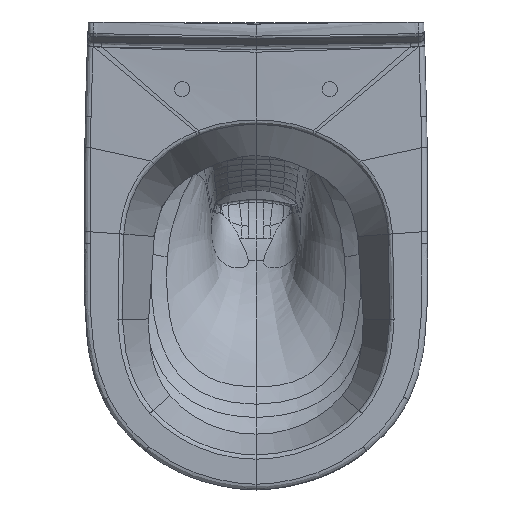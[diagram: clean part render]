
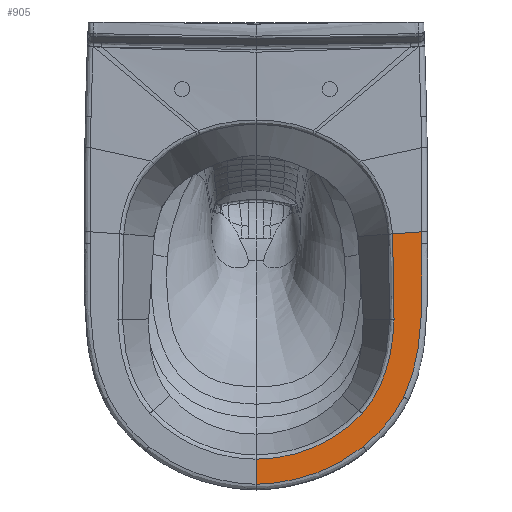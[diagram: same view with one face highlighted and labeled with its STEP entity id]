
A CAD part, top view. The second image highlights one B-rep face of the part: STEP entity #905.
In plain terms, the highlighted planar face has unit normal (0, 0, 1).
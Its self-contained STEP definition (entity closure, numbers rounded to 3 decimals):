
#602=PLANE('',#11712);
#905=ADVANCED_FACE('',(#2092),#602,.F.);
#2092=FACE_OUTER_BOUND('',#2833,.T.);
#2833=EDGE_LOOP('',(#4852,#4853,#4854,#4855,#4856,#4857,#4858,#4859,#4860,
#4861,#4862));
#4852=ORIENTED_EDGE('',*,*,#9149,.F.);
#4853=ORIENTED_EDGE('',*,*,#9150,.F.);
#4854=ORIENTED_EDGE('',*,*,#9151,.T.);
#4855=ORIENTED_EDGE('',*,*,#9152,.F.);
#4856=ORIENTED_EDGE('',*,*,#9153,.F.);
#4857=ORIENTED_EDGE('',*,*,#9154,.F.);
#4858=ORIENTED_EDGE('',*,*,#9055,.F.);
#4859=ORIENTED_EDGE('',*,*,#9155,.F.);
#4860=ORIENTED_EDGE('',*,*,#8971,.F.);
#4861=ORIENTED_EDGE('',*,*,#9156,.F.);
#4862=ORIENTED_EDGE('',*,*,#9157,.F.);
#7588=VERTEX_POINT('',#178095);
#7591=VERTEX_POINT('',#178103);
#7658=VERTEX_POINT('',#179961);
#7661=VERTEX_POINT('',#179976);
#7737=VERTEX_POINT('',#196691);
#7738=VERTEX_POINT('',#196692);
#7739=VERTEX_POINT('',#196703);
#7740=VERTEX_POINT('',#196706);
#7741=VERTEX_POINT('',#196709);
#7742=VERTEX_POINT('',#196720);
#7743=VERTEX_POINT('',#196737);
#8971=EDGE_CURVE('',#7591,#7588,#10794,.T.);
#9055=EDGE_CURVE('',#7661,#7658,#10860,.T.);
#9149=EDGE_CURVE('',#7737,#7738,#10940,.T.);
#9150=EDGE_CURVE('',#7739,#7737,#10941,.T.);
#9151=EDGE_CURVE('',#7739,#7740,#10942,.T.);
#9152=EDGE_CURVE('',#7741,#7740,#10943,.T.);
#9153=EDGE_CURVE('',#7742,#7741,#10944,.T.);
#9154=EDGE_CURVE('',#7658,#7742,#10945,.T.);
#9155=EDGE_CURVE('',#7588,#7661,#10946,.T.);
#9156=EDGE_CURVE('',#7743,#7591,#10947,.T.);
#9157=EDGE_CURVE('',#7738,#7743,#10948,.T.);
#10794=B_SPLINE_CURVE_WITH_KNOTS('',3,(#178104,#178105,#178106,#178107),
 .UNSPECIFIED.,.F.,.F.,(4,4),(0.,1.),.UNSPECIFIED.);
#10860=B_SPLINE_CURVE_WITH_KNOTS('',3,(#179977,#179978,#179979,#179980,
#179981,#179982),.UNSPECIFIED.,.F.,.F.,(4,2,4),(0.,0.5,1.),
 .UNSPECIFIED.);
#10940=B_SPLINE_CURVE_WITH_KNOTS('',3,(#196679,#196680,#196681,#196682,
#196683,#196684,#196685,#196686,#196687,#196688,#196689,#196690),
 .UNSPECIFIED.,.F.,.F.,(4,2,2,2,2,4),(0.,0.125,0.25,
0.5,0.75,1.),.UNSPECIFIED.);
#10941=B_SPLINE_CURVE_WITH_KNOTS('',3,(#196693,#196694,#196695,#196696,
#196697,#196698,#196699,#196700,#196701,#196702),.UNSPECIFIED.,.F.,.F.,
(4,2,2,2,4),(0.,0.25,0.5,0.75,1.),.UNSPECIFIED.);
#10942=B_SPLINE_CURVE_WITH_KNOTS('',1,(#196704,#196705),.UNSPECIFIED.,.F.,
 .F.,(2,2),(0.,1.),.UNSPECIFIED.);
#10943=B_SPLINE_CURVE_WITH_KNOTS('',1,(#196707,#196708),.UNSPECIFIED.,.F.,
 .F.,(2,2),(0.,1.),.UNSPECIFIED.);
#10944=B_SPLINE_CURVE_WITH_KNOTS('',3,(#196710,#196711,#196712,#196713,
#196714,#196715,#196716,#196717,#196718,#196719),.UNSPECIFIED.,.F.,.F.,
(4,2,2,2,4),(0.,0.25,0.5,0.75,1.),.UNSPECIFIED.);
#10945=B_SPLINE_CURVE_WITH_KNOTS('',3,(#196721,#196722,#196723,#196724),
 .UNSPECIFIED.,.F.,.F.,(4,4),(0.,1.),.UNSPECIFIED.);
#10946=B_SPLINE_CURVE_WITH_KNOTS('',3,(#196725,#196726,#196727,#196728,
#196729,#196730,#196731,#196732,#196733,#196734),.UNSPECIFIED.,.F.,.F.,
(4,2,2,2,4),(0.,0.5,0.75,0.875,1.),
 .UNSPECIFIED.);
#10947=B_SPLINE_CURVE_WITH_KNOTS('',1,(#196735,#196736),.UNSPECIFIED.,.F.,
 .F.,(2,2),(0.,1.),.UNSPECIFIED.);
#10948=B_SPLINE_CURVE_WITH_KNOTS('',3,(#196738,#196739,#196740,#196741),
 .UNSPECIFIED.,.F.,.F.,(4,4),(0.,1.),.UNSPECIFIED.);
#11712=AXIS2_PLACEMENT_3D('',#196742,#11915,#11916);
#11915=DIRECTION('',(0.,0.,-1.));
#11916=DIRECTION('',(-1.,0.,0.));
#178095=CARTESIAN_POINT('',(173.94,-232.378,-13.971));
#178103=CARTESIAN_POINT('',(173.941,-219.741,-13.971));
#178104=CARTESIAN_POINT('',(173.941,-219.741,-13.971));
#178105=CARTESIAN_POINT('',(173.942,-223.954,-13.971));
#178106=CARTESIAN_POINT('',(173.943,-228.166,-13.971));
#178107=CARTESIAN_POINT('',(173.943,-232.378,-13.971));
#179961=CARTESIAN_POINT('',(112.483,-445.076,-13.971));
#179976=CARTESIAN_POINT('',(154.853,-393.371,-13.971));
#179977=CARTESIAN_POINT('',(154.853,-393.371,-13.971));
#179978=CARTESIAN_POINT('',(149.961,-403.514,-13.971));
#179979=CARTESIAN_POINT('',(143.743,-412.932,-13.971));
#179980=CARTESIAN_POINT('',(129.385,-430.239,-13.971));
#179981=CARTESIAN_POINT('',(121.27,-438.075,-13.971));
#179982=CARTESIAN_POINT('',(112.483,-445.076,-13.971));
#196679=CARTESIAN_POINT('',(111.295,-410.404,-13.971));
#196680=CARTESIAN_POINT('',(114.284,-407.097,-13.971));
#196681=CARTESIAN_POINT('',(117.046,-403.617,-13.971));
#196682=CARTESIAN_POINT('',(122.143,-396.336,-13.971));
#196683=CARTESIAN_POINT('',(124.481,-392.526,-13.971));
#196684=CARTESIAN_POINT('',(130.761,-380.89,-13.971));
#196685=CARTESIAN_POINT('',(134.033,-372.782,-13.971));
#196686=CARTESIAN_POINT('',(139.203,-356.041,-13.971));
#196687=CARTESIAN_POINT('',(141.099,-347.354,-13.971));
#196688=CARTESIAN_POINT('',(143.727,-329.874,-13.971));
#196689=CARTESIAN_POINT('',(144.473,-321.07,-13.971));
#196690=CARTESIAN_POINT('',(144.804,-312.219,-13.971));
#196691=CARTESIAN_POINT('',(111.295,-410.404,-13.971));
#196692=CARTESIAN_POINT('',(144.804,-312.219,-13.971));
#196693=CARTESIAN_POINT('',(0.,-458.329,-13.971));
#196694=CARTESIAN_POINT('',(10.459,-458.329,-13.971));
#196695=CARTESIAN_POINT('',(20.814,-457.251,-13.971));
#196696=CARTESIAN_POINT('',(41.288,-453.014,-13.971));
#196697=CARTESIAN_POINT('',(51.163,-449.909,-13.971));
#196698=CARTESIAN_POINT('',(70.214,-441.8,-13.971));
#196699=CARTESIAN_POINT('',(79.456,-436.731,-13.971));
#196700=CARTESIAN_POINT('',(96.438,-424.925,-13.971));
#196701=CARTESIAN_POINT('',(104.268,-418.177,-13.971));
#196702=CARTESIAN_POINT('',(111.295,-410.404,-13.971));
#196703=CARTESIAN_POINT('',(0.,-458.329,-13.971));
#196704=CARTESIAN_POINT('',(0.,-458.329,-13.971));
#196705=CARTESIAN_POINT('',(0.,-483.943,-13.971));
#196706=CARTESIAN_POINT('',(0.,-483.943,-13.971));
#196707=CARTESIAN_POINT('',(0.,-484.633,-13.971));
#196708=CARTESIAN_POINT('',(0.,-483.943,-13.971));
#196709=CARTESIAN_POINT('',(0.,-484.633,-13.971));
#196710=CARTESIAN_POINT('',(112.293,-445.227,-13.971));
#196711=CARTESIAN_POINT('',(104.333,-451.554,-13.971));
#196712=CARTESIAN_POINT('',(96.018,-457.237,-13.971));
#196713=CARTESIAN_POINT('',(78.462,-466.924,-13.971));
#196714=CARTESIAN_POINT('',(69.197,-470.909,-13.971));
#196715=CARTESIAN_POINT('',(49.903,-477.388,-13.971));
#196716=CARTESIAN_POINT('',(40.104,-479.817,-13.971));
#196717=CARTESIAN_POINT('',(20.283,-483.479,-13.971));
#196718=CARTESIAN_POINT('',(10.21,-484.632,-13.971));
#196719=CARTESIAN_POINT('',(0.,-484.633,-13.971));
#196720=CARTESIAN_POINT('',(112.293,-445.227,-13.971));
#196721=CARTESIAN_POINT('',(112.483,-445.076,-13.971));
#196722=CARTESIAN_POINT('',(112.42,-445.126,-13.971));
#196723=CARTESIAN_POINT('',(112.356,-445.177,-13.971));
#196724=CARTESIAN_POINT('',(112.293,-445.227,-13.971));
#196725=CARTESIAN_POINT('',(173.937,-232.378,-13.971));
#196726=CARTESIAN_POINT('',(173.937,-259.657,-13.971));
#196727=CARTESIAN_POINT('',(174.866,-286.95,-13.971));
#196728=CARTESIAN_POINT('',(172.167,-327.828,-13.971));
#196729=CARTESIAN_POINT('',(170.583,-341.401,-13.971));
#196730=CARTESIAN_POINT('',(166.309,-361.415,-13.971));
#196731=CARTESIAN_POINT('',(164.556,-368.054,-13.971));
#196732=CARTESIAN_POINT('',(160.302,-380.967,-13.971));
#196733=CARTESIAN_POINT('',(157.799,-387.263,-13.971));
#196734=CARTESIAN_POINT('',(154.853,-393.371,-13.971));
#196735=CARTESIAN_POINT('',(139.921,-222.148,-13.971));
#196736=CARTESIAN_POINT('',(173.94,-219.741,-13.971));
#196737=CARTESIAN_POINT('',(143.315,-221.908,-13.971));
#196738=CARTESIAN_POINT('',(144.804,-312.219,-13.971));
#196739=CARTESIAN_POINT('',(145.933,-282.111,-13.971));
#196740=CARTESIAN_POINT('',(145.436,-251.963,-13.971));
#196741=CARTESIAN_POINT('',(143.315,-221.909,-13.971));
#196742=CARTESIAN_POINT('',(184.996,-507.218,-13.971));
